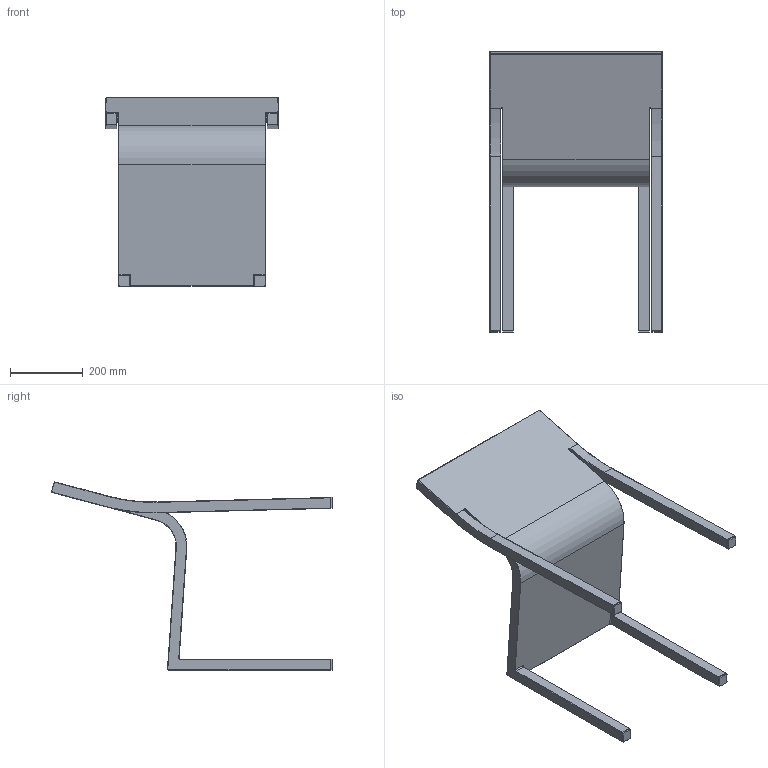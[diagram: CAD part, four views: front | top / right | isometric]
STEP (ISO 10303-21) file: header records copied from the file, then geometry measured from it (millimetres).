
FILE_DESCRIPTION (( 'STEP AP214' ), '1' );
FILE_NAME ('STEDELIJK CHAIR.STEP', '2024-11-18T10:18:50', ( '' ), ( '' ), 'SwSTEP 2.0', 'SolidWorks 2022', '' );
FILE_SCHEMA (( 'AUTOMOTIVE_DESIGN' ));
Length unit declared in the file: millimetre
Products named in the file (1): STEDELIJK CHAIR
Bounding box: 475 x 774.2 x 519.78 mm (x, y, z)
Volume: 11424601.6 mm3; surface area: 961654.2 mm2
Topology: 5 solids, 5 shells, 257 faces, 579 edges, 331 vertices
Faces by surface type: cylinder 118, torus 62, plane 50, bspline 24, sphere 3
Entity records: 7602 total; most frequent: CARTESIAN_POINT 1847, DIRECTION 1294, ORIENTED_EDGE 1156, EDGE_CURVE 578, AXIS2_PLACEMENT_3D 530, VERTEX_POINT 331, CIRCLE 296, FACE_OUTER_BOUND 257
